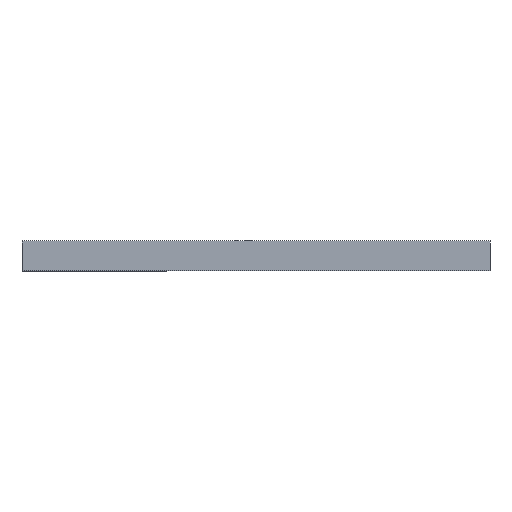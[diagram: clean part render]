
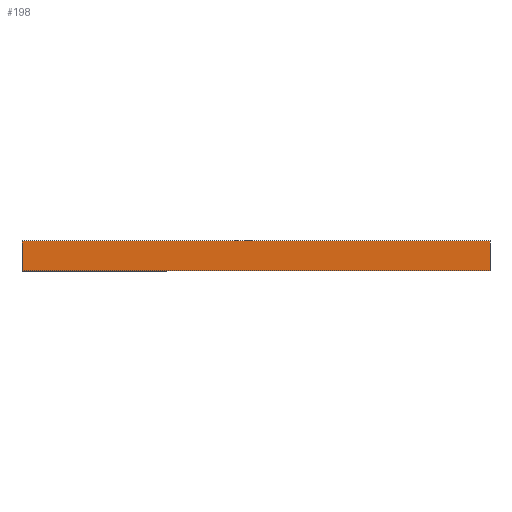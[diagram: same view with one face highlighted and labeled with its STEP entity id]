
A CAD part, top view. The second image highlights one B-rep face of the part: STEP entity #198.
In plain terms, the highlighted planar face has unit normal (0, 0, 1).
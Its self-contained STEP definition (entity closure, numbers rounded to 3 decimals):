
#26=FACE_OUTER_BOUND('',#38,.T.);
#38=EDGE_LOOP('',(#165,#166,#167,#168));
#54=LINE('',#310,#78);
#62=LINE('',#325,#86);
#63=LINE('',#327,#87);
#64=LINE('',#328,#88);
#78=VECTOR('',#257,10.);
#86=VECTOR('',#269,10.);
#87=VECTOR('',#272,10.);
#88=VECTOR('',#273,10.);
#97=VERTEX_POINT('',#306);
#99=VERTEX_POINT('',#309);
#103=VERTEX_POINT('',#321);
#104=VERTEX_POINT('',#323);
#118=EDGE_CURVE('',#97,#99,#54,.T.);
#126=EDGE_CURVE('',#103,#104,#62,.T.);
#127=EDGE_CURVE('',#103,#97,#63,.T.);
#128=EDGE_CURVE('',#99,#104,#64,.T.);
#165=ORIENTED_EDGE('',*,*,#127,.F.);
#166=ORIENTED_EDGE('',*,*,#126,.T.);
#167=ORIENTED_EDGE('',*,*,#128,.F.);
#168=ORIENTED_EDGE('',*,*,#118,.F.);
#186=PLANE('',#225);
#198=ADVANCED_FACE('',(#26),#186,.T.);
#225=AXIS2_PLACEMENT_3D('',#326,#270,#271);
#257=DIRECTION('',(0.,1.,0.));
#269=DIRECTION('',(0.,1.,0.));
#270=DIRECTION('center_axis',(0.,0.,1.));
#271=DIRECTION('ref_axis',(1.,0.,0.));
#272=DIRECTION('',(-1.,0.,0.));
#273=DIRECTION('',(1.,0.,0.));
#306=CARTESIAN_POINT('',(0.,0.,22.5));
#309=CARTESIAN_POINT('',(0.,8.,22.5));
#310=CARTESIAN_POINT('',(0.,0.,22.5));
#321=CARTESIAN_POINT('',(125.,0.,22.5));
#323=CARTESIAN_POINT('',(125.,8.,22.5));
#325=CARTESIAN_POINT('',(125.,0.,22.5));
#326=CARTESIAN_POINT('Origin',(0.,0.,22.5));
#327=CARTESIAN_POINT('',(125.,0.,22.5));
#328=CARTESIAN_POINT('',(125.,8.,22.5));
